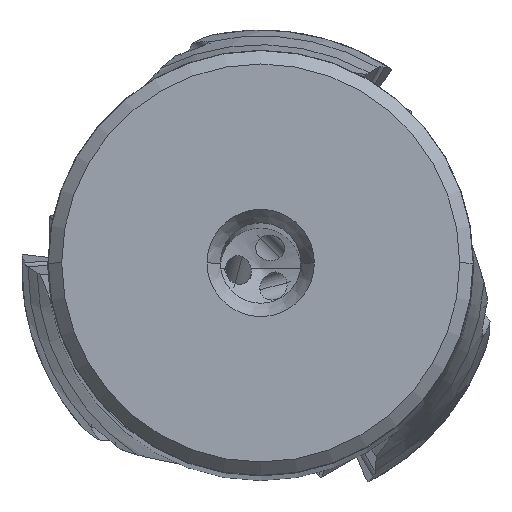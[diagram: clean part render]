
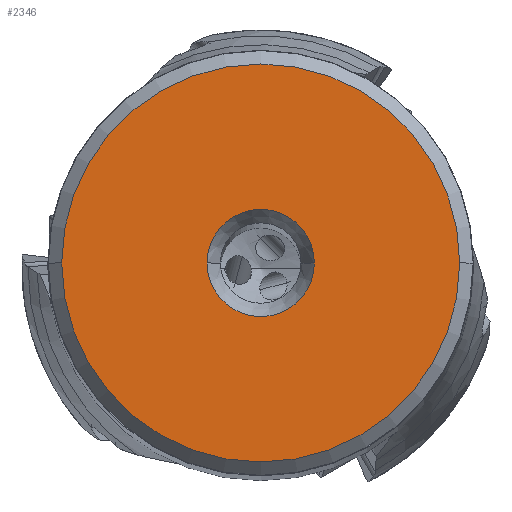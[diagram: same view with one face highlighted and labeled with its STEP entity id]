
A CAD part, top view. The second image highlights one B-rep face of the part: STEP entity #2346.
In plain terms, the highlighted planar face has unit normal (0, 0, 1).
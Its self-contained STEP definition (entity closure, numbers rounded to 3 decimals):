
#645=PLANE('',#13011);
#779=FACE_BOUND('',#3697,.T.);
#780=FACE_BOUND('',#3698,.T.);
#2346=ADVANCED_FACE('',(#779,#780),#645,.T.);
#3697=EDGE_LOOP('',(#6566,#6567,#6568,#6569));
#3698=EDGE_LOOP('',(#6570,#6571));
#4348=CIRCLE('',#13004,4.);
#4349=CIRCLE('',#13006,14.84);
#4350=CIRCLE('',#13007,14.84);
#4351=CIRCLE('',#13008,14.84);
#4352=CIRCLE('',#13009,14.84);
#4353=CIRCLE('',#13010,4.);
#6566=ORIENTED_EDGE('',*,*,#10542,.F.);
#6567=ORIENTED_EDGE('',*,*,#10543,.T.);
#6568=ORIENTED_EDGE('',*,*,#10544,.F.);
#6569=ORIENTED_EDGE('',*,*,#10545,.F.);
#6570=ORIENTED_EDGE('',*,*,#10541,.F.);
#6571=ORIENTED_EDGE('',*,*,#10546,.F.);
#9033=VERTEX_POINT('',#25857);
#9034=VERTEX_POINT('',#25859);
#9035=VERTEX_POINT('',#25863);
#9036=VERTEX_POINT('',#25864);
#9037=VERTEX_POINT('',#25866);
#9038=VERTEX_POINT('',#25868);
#10541=EDGE_CURVE('',#9034,#9033,#4348,.T.);
#10542=EDGE_CURVE('',#9035,#9036,#4349,.T.);
#10543=EDGE_CURVE('',#9035,#9037,#4350,.T.);
#10544=EDGE_CURVE('',#9038,#9037,#4351,.T.);
#10545=EDGE_CURVE('',#9036,#9038,#4352,.T.);
#10546=EDGE_CURVE('',#9033,#9034,#4353,.T.);
#13004=AXIS2_PLACEMENT_3D('',#25860,#15318,#15319);
#13006=AXIS2_PLACEMENT_3D('',#25862,#15322,#15323);
#13007=AXIS2_PLACEMENT_3D('',#25865,#15324,#15325);
#13008=AXIS2_PLACEMENT_3D('',#25867,#15326,#15327);
#13009=AXIS2_PLACEMENT_3D('',#25869,#15328,#15329);
#13010=AXIS2_PLACEMENT_3D('',#25870,#15330,#15331);
#13011=AXIS2_PLACEMENT_3D('',#25871,#15332,#15333);
#15318=DIRECTION('',(0.,0.,1.));
#15319=DIRECTION('',(-1.,0.,0.));
#15322=DIRECTION('',(0.,0.,-1.));
#15323=DIRECTION('',(-1.,0.002,0.));
#15324=DIRECTION('',(0.,0.,1.));
#15325=DIRECTION('',(-1.,0.002,0.));
#15326=DIRECTION('',(0.,0.,-1.));
#15327=DIRECTION('',(1.,-0.002,0.));
#15328=DIRECTION('',(0.,0.,-1.));
#15329=DIRECTION('',(1.,0.,0.));
#15330=DIRECTION('',(0.,0.,1.));
#15331=DIRECTION('',(1.,0.,0.));
#15332=DIRECTION('',(0.,0.,1.));
#15333=DIRECTION('',(1.,0.,0.));
#25857=CARTESIAN_POINT('',(4.,0.,0.));
#25859=CARTESIAN_POINT('',(-4.,0.,0.));
#25860=CARTESIAN_POINT('',(0.,0.,0.));
#25862=CARTESIAN_POINT('',(0.,0.,0.));
#25863=CARTESIAN_POINT('',(-14.84,0.027,0.));
#25864=CARTESIAN_POINT('',(14.84,0.,0.));
#25865=CARTESIAN_POINT('',(0.,0.,0.));
#25866=CARTESIAN_POINT('',(-14.84,0.,0.));
#25867=CARTESIAN_POINT('',(0.,0.,0.));
#25868=CARTESIAN_POINT('',(14.84,-0.027,0.));
#25869=CARTESIAN_POINT('',(0.,0.,0.));
#25870=CARTESIAN_POINT('',(0.,0.,0.));
#25871=CARTESIAN_POINT('',(0.,0.,0.));
